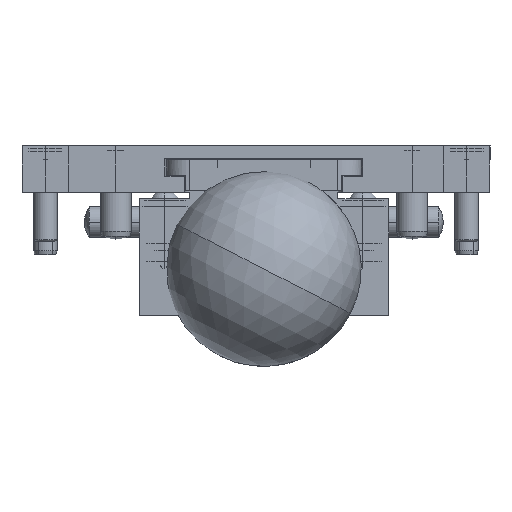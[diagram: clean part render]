
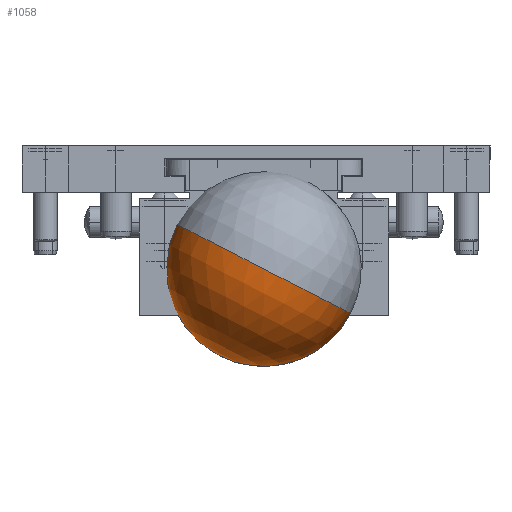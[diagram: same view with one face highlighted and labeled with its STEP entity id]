
A CAD part, left-side view. The second image highlights one B-rep face of the part: STEP entity #1058.
In plain terms, the highlighted spherical face has radius 12.5 mm.
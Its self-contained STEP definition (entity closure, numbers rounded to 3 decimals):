
#119 = DIRECTION ( 'NONE',  ( -1., 0., 0. ) ) ;
#143 = AXIS2_PLACEMENT_3D ( 'NONE', #6835, #1811, #6038 ) ;
#369 = AXIS2_PLACEMENT_3D ( 'NONE', #8580, #1775, #5806 ) ;
#978 = AXIS2_PLACEMENT_3D ( 'NONE', #10454, #5673, #9449 ) ;
#1053 = DIRECTION ( 'NONE',  ( 0., 0., -1. ) ) ;
#1058 = ADVANCED_FACE ( 'NONE', ( #2633 ), #4563, .T. ) ;
#1109 = CARTESIAN_POINT ( 'NONE',  ( -7.5, 15., 0. ) ) ;
#1321 = EDGE_CURVE ( 'NONE', #11805, #11629, #5652, .T. ) ;
#1714 = EDGE_CURVE ( 'NONE', #11629, #10169, #10750, .T. ) ;
#1775 = DIRECTION ( 'NONE',  ( 0., 0., 1. ) ) ;
#1811 = DIRECTION ( 'NONE',  ( 0., 1., 0. ) ) ;
#1914 = ORIENTED_EDGE ( 'NONE', *, *, #4674, .F. ) ;
#2234 = CARTESIAN_POINT ( 'NONE',  ( 0., 37.5, 0. ) ) ;
#2633 = FACE_OUTER_BOUND ( 'NONE', #7510, .T. ) ;
#2854 = ORIENTED_EDGE ( 'NONE', *, *, #1321, .T. ) ;
#4563 = SPHERICAL_SURFACE ( 'NONE', #978, 12.5 ) ;
#4641 = CIRCLE ( 'NONE', #12689, 12.5 ) ;
#4674 = EDGE_CURVE ( 'NONE', #11805, #10169, #4641, .T. ) ;
#5652 = CIRCLE ( 'NONE', #143, 7.5 ) ;
#5673 = DIRECTION ( 'NONE',  ( 0., 0., -1. ) ) ;
#5806 = DIRECTION ( 'NONE',  ( 1., 0., 0. ) ) ;
#6038 = DIRECTION ( 'NONE',  ( 0., 0., 1. ) ) ;
#6835 = CARTESIAN_POINT ( 'NONE',  ( 0., 15., 0. ) ) ;
#7510 = EDGE_LOOP ( 'NONE', ( #1914, #2854, #12893 ) ) ;
#8324 = CARTESIAN_POINT ( 'NONE',  ( 0., 25., 0. ) ) ;
#8580 = CARTESIAN_POINT ( 'NONE',  ( 0., 25., 0. ) ) ;
#9449 = DIRECTION ( 'NONE',  ( 1., 0., 0. ) ) ;
#10169 = VERTEX_POINT ( 'NONE', #2234 ) ;
#10454 = CARTESIAN_POINT ( 'NONE',  ( 0., 25., 0. ) ) ;
#10750 = CIRCLE ( 'NONE', #369, 12.5 ) ;
#10868 = CARTESIAN_POINT ( 'NONE',  ( 7.5, 15., 0. ) ) ;
#11629 = VERTEX_POINT ( 'NONE', #10868 ) ;
#11805 = VERTEX_POINT ( 'NONE', #1109 ) ;
#12689 = AXIS2_PLACEMENT_3D ( 'NONE', #8324, #1053, #119 ) ;
#12893 = ORIENTED_EDGE ( 'NONE', *, *, #1714, .T. ) ;
